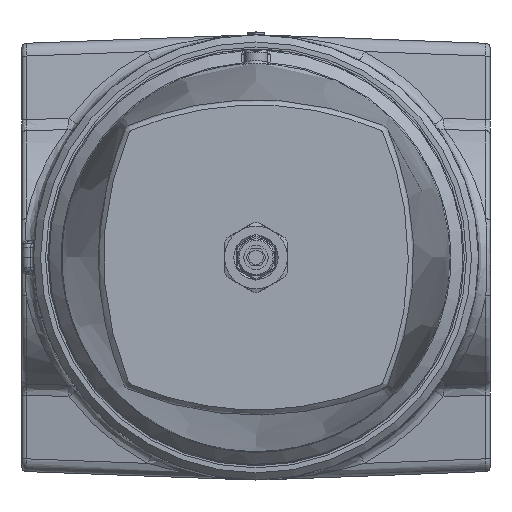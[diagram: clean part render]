
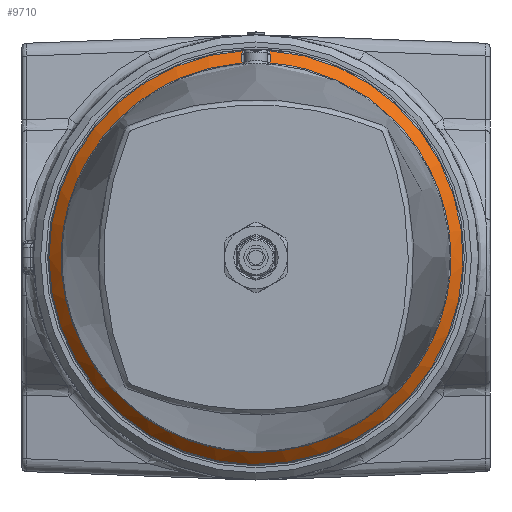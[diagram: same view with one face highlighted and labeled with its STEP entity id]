
A CAD part, front view. The second image highlights one B-rep face of the part: STEP entity #9710.
In plain terms, the highlighted conical face has half-angle 45 degrees and reference radius 68.5 mm.
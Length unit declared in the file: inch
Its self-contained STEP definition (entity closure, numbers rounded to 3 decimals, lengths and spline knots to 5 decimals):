
#994=B_SPLINE_CURVE_WITH_KNOTS('',3,(#14292,#14293,#14294,#14295,#14296,
#14297,#14298,#14299,#14300,#14301,#14302,#14303,#14304,#14305,#14306,#14307,
#14308,#14309,#14310,#14311,#14312,#14313,#14314,#14315,#14316,#14317,#14318,
#14319,#14320,#14321,#14322,#14323,#14324,#14325,#14326,#14327,#14328,#14329,
#14330,#14331,#14332,#14333,#14334,#14335,#14336,#14337),.UNSPECIFIED.,
 .F.,.F.,(4,1,1,2,2,2,1,1,2,1,1,1,2,2,2,1,1,2,1,1,1,2,2,2,1,1,2,1,1,2,4),
(-34.23029,-31.90221,-31.3202,-29.57414,
-29.39248,-29.21045,-26.63536,-25.99159,
-24.06028,-23.41647,-21.48505,-20.84124,
-18.90982,-18.72799,-18.54577,-15.97076,
-15.32701,-13.39575,-12.10806,-10.82038,
-10.17653,-8.245,-8.06293,-7.88049,
-5.29925,-3.36333,-2.71802,-0.14271,
0.50112,2.43261,2.61494),.UNSPECIFIED.);
#1003=B_SPLINE_CURVE_WITH_KNOTS('',3,(#14484,#14485,#14486,#14487,#14488,
#14489,#14490,#14491),.UNSPECIFIED.,.F.,.F.,(4,2,1,1,4),(-40.06829,
-39.88586,-38.01825,-36.15065,-35.21684),
 .UNSPECIFIED.);
#1004=B_SPLINE_CURVE_WITH_KNOTS('',3,(#14495,#14496,#14497,#14498),
 .UNSPECIFIED.,.F.,.F.,(4,4),(-0.18401,0.),.UNSPECIFIED.);
#1005=B_SPLINE_CURVE_WITH_KNOTS('',3,(#14499,#14500,#14501,#14502),
 .UNSPECIFIED.,.F.,.F.,(4,4),(-0.43175,0.),.UNSPECIFIED.);
#1006=B_SPLINE_CURVE_WITH_KNOTS('',3,(#14504,#14505,#14506,#14507),
 .UNSPECIFIED.,.F.,.F.,(4,4),(-0.43175,0.),
 .UNSPECIFIED.);
#1007=B_SPLINE_CURVE_WITH_KNOTS('',3,(#14509,#14510,#14511,#14512),
 .UNSPECIFIED.,.F.,.F.,(4,4),(0.,0.18401),.UNSPECIFIED.);
#1569=CONICAL_SURFACE('',#10427,2.69685,45.);
#1941=FACE_OUTER_BOUND('',#2619,.T.);
#2619=EDGE_LOOP('',(#6291,#6292,#6293,#6294,#6295,#6296,#6297));
#3333=CIRCLE('',#10428,2.85787);
#3855=VERTEX_POINT('',#14285);
#3857=VERTEX_POINT('',#14291);
#3874=VERTEX_POINT('',#14471);
#3875=VERTEX_POINT('',#14493);
#3876=VERTEX_POINT('',#14494);
#3877=VERTEX_POINT('',#14503);
#3878=VERTEX_POINT('',#14508);
#4762=EDGE_CURVE('',#3855,#3857,#994,.T.);
#4783=EDGE_CURVE('',#3857,#3874,#1003,.T.);
#4784=EDGE_CURVE('',#3875,#3876,#1004,.T.);
#4785=EDGE_CURVE('',#3874,#3875,#1005,.T.);
#4786=EDGE_CURVE('',#3877,#3855,#1006,.T.);
#4787=EDGE_CURVE('',#3878,#3877,#1007,.T.);
#4788=EDGE_CURVE('',#3878,#3876,#3333,.T.);
#6291=ORIENTED_EDGE('',*,*,#4784,.F.);
#6292=ORIENTED_EDGE('',*,*,#4785,.F.);
#6293=ORIENTED_EDGE('',*,*,#4783,.F.);
#6294=ORIENTED_EDGE('',*,*,#4762,.F.);
#6295=ORIENTED_EDGE('',*,*,#4786,.F.);
#6296=ORIENTED_EDGE('',*,*,#4787,.F.);
#6297=ORIENTED_EDGE('',*,*,#4788,.T.);
#9710=ADVANCED_FACE('',(#1941),#1569,.T.);
#10427=AXIS2_PLACEMENT_3D('',#14492,#11537,#11538);
#10428=AXIS2_PLACEMENT_3D('',#14513,#11539,#11540);
#11537=DIRECTION('center_axis',(0.,1.,0.));
#11538=DIRECTION('ref_axis',(1.,0.,0.));
#11539=DIRECTION('center_axis',(0.,-1.,0.));
#11540=DIRECTION('ref_axis',(1.,0.,0.));
#14285=CARTESIAN_POINT('',(-0.19483,-0.22412,2.6822));
#14291=CARTESIAN_POINT('',(1.90195,-0.22362,1.90195));
#14292=CARTESIAN_POINT('Ctrl Pts',(-0.19483,-0.22412,
2.6822));
#14293=CARTESIAN_POINT('Ctrl Pts',(-0.50004,-0.22411,
2.66004));
#14294=CARTESIAN_POINT('Ctrl Pts',(-0.88218,-0.22404,
2.56513));
#14295=CARTESIAN_POINT('Ctrl Pts',(-1.43016,-0.22382,
2.29413));
#14296=CARTESIAN_POINT('Ctrl Pts',(-1.6836,-0.2237,
2.1108));
#14297=CARTESIAN_POINT('Ctrl Pts',(-1.86785,-0.22362,
1.93559));
#14298=CARTESIAN_POINT('Ctrl Pts',(-1.88504,-0.22362,
1.91889));
#14299=CARTESIAN_POINT('Ctrl Pts',(-1.91891,-0.22362,
1.88502));
#14300=CARTESIAN_POINT('Ctrl Pts',(-1.93561,-0.22362,
1.86781));
#14301=CARTESIAN_POINT('Ctrl Pts',(-2.18503,-0.22373,
1.6057));
#14302=CARTESIAN_POINT('Ctrl Pts',(-2.41959,-0.22392,1.23721));
#14303=CARTESIAN_POINT('Ctrl Pts',(-2.63972,-0.2241,
0.59737));
#14304=CARTESIAN_POINT('Ctrl Pts',(-2.68977,-0.22412,
0.25415));
#14305=CARTESIAN_POINT('Ctrl Pts',(-2.68911,-0.22412,
-0.08468));
#14306=CARTESIAN_POINT('Ctrl Pts',(-2.67393,-0.22412,
-0.4227));
#14307=CARTESIAN_POINT('Ctrl Pts',(-2.57184,-0.22404,
-0.84385));
#14308=CARTESIAN_POINT('Ctrl Pts',(-2.32699,-0.22384,
-1.38262));
#14309=CARTESIAN_POINT('Ctrl Pts',(-2.12755,-0.2237,
-1.66578));
#14310=CARTESIAN_POINT('Ctrl Pts',(-1.93558,-0.22362,
-1.86786));
#14311=CARTESIAN_POINT('Ctrl Pts',(-1.91889,-0.22362,
-1.88504));
#14312=CARTESIAN_POINT('Ctrl Pts',(-1.88501,-0.22362,
-1.91892));
#14313=CARTESIAN_POINT('Ctrl Pts',(-1.86783,-0.22362,
-1.93559));
#14314=CARTESIAN_POINT('Ctrl Pts',(-1.60538,-0.22373,
-2.18523));
#14315=CARTESIAN_POINT('Ctrl Pts',(-1.23712,-0.22392,
-2.41963));
#14316=CARTESIAN_POINT('Ctrl Pts',(-0.59737,-0.2241,
-2.63973));
#14317=CARTESIAN_POINT('Ctrl Pts',(-0.2536,-0.22412,
-2.68971));
#14318=CARTESIAN_POINT('Ctrl Pts',(0.16891,-0.22412,
-2.68914));
#14319=CARTESIAN_POINT('Ctrl Pts',(0.50911,-0.22411,
-2.65745));
#14320=CARTESIAN_POINT('Ctrl Pts',(0.92083,-0.22401,
-2.53668));
#14321=CARTESIAN_POINT('Ctrl Pts',(1.38272,-0.22384,
-2.3271));
#14322=CARTESIAN_POINT('Ctrl Pts',(1.66616,-0.2237,
-2.12715));
#14323=CARTESIAN_POINT('Ctrl Pts',(1.86786,-0.22362,
-1.93557));
#14324=CARTESIAN_POINT('Ctrl Pts',(1.88505,-0.22362,
-1.91888));
#14325=CARTESIAN_POINT('Ctrl Pts',(1.91892,-0.22362,
-1.88499));
#14326=CARTESIAN_POINT('Ctrl Pts',(1.93559,-0.22362,
-1.86788));
#14327=CARTESIAN_POINT('Ctrl Pts',(2.18582,-0.22373,
-1.60346));
#14328=CARTESIAN_POINT('Ctrl Pts',(2.51037,-0.22399,
-1.09691));
#14329=CARTESIAN_POINT('Ctrl Pts',(2.67329,-0.22412,
-0.42623));
#14330=CARTESIAN_POINT('Ctrl Pts',(2.6892,-0.22412,
-0.08459));
#14331=CARTESIAN_POINT('Ctrl Pts',(2.68993,-0.22413,
0.33804));
#14332=CARTESIAN_POINT('Ctrl Pts',(2.607,-0.22407,
0.76692));
#14333=CARTESIAN_POINT('Ctrl Pts',(2.3268,-0.22384,
1.38276));
#14334=CARTESIAN_POINT('Ctrl Pts',(2.127,-0.2237,1.66665));
#14335=CARTESIAN_POINT('Ctrl Pts',(1.93557,-0.22362,
1.86784));
#14336=CARTESIAN_POINT('Ctrl Pts',(1.91887,-0.22362,
1.88504));
#14337=CARTESIAN_POINT('Ctrl Pts',(1.90195,-0.22362,
1.90195));
#14471=CARTESIAN_POINT('',(0.19483,-0.22412,2.6822));
#14484=CARTESIAN_POINT('Ctrl Pts',(1.90195,-0.22362,
1.90195));
#14485=CARTESIAN_POINT('Ctrl Pts',(1.88503,-0.22362,
1.91888));
#14486=CARTESIAN_POINT('Ctrl Pts',(1.86786,-0.22362,
1.93559));
#14487=CARTESIAN_POINT('Ctrl Pts',(1.67229,-0.2237,
2.12094));
#14488=CARTESIAN_POINT('Ctrl Pts',(1.2686,-0.2239,
2.40966));
#14489=CARTESIAN_POINT('Ctrl Pts',(0.68703,-0.22408,
2.6206));
#14490=CARTESIAN_POINT('Ctrl Pts',(0.31806,-0.22411,
2.67326));
#14491=CARTESIAN_POINT('Ctrl Pts',(0.19483,-0.22412,
2.6822));
#14492=CARTESIAN_POINT('Origin',(0.,-0.21654,0.));
#14493=CARTESIAN_POINT('',(0.19492,-0.10407,2.80254));
#14494=CARTESIAN_POINT('',(0.17735,-0.05551,2.85236));
#14495=CARTESIAN_POINT('Ctrl Pts',(0.19492,-0.10407,
2.80254));
#14496=CARTESIAN_POINT('Ctrl Pts',(0.19493,-0.08702,
2.81964));
#14497=CARTESIAN_POINT('Ctrl Pts',(0.18954,-0.0698,
2.8373));
#14498=CARTESIAN_POINT('Ctrl Pts',(0.17735,-0.05551,
2.85236));
#14499=CARTESIAN_POINT('Ctrl Pts',(0.19483,-0.22412,
2.6822));
#14500=CARTESIAN_POINT('Ctrl Pts',(0.19486,-0.1841,
2.72232));
#14501=CARTESIAN_POINT('Ctrl Pts',(0.19489,-0.14409,
2.76243));
#14502=CARTESIAN_POINT('Ctrl Pts',(0.19492,-0.10407,
2.80254));
#14503=CARTESIAN_POINT('',(-0.19492,-0.10407,2.80254));
#14504=CARTESIAN_POINT('Ctrl Pts',(-0.19492,-0.10407,
2.80254));
#14505=CARTESIAN_POINT('Ctrl Pts',(-0.19489,-0.14409,
2.76243));
#14506=CARTESIAN_POINT('Ctrl Pts',(-0.19486,-0.1841,
2.72232));
#14507=CARTESIAN_POINT('Ctrl Pts',(-0.19483,-0.22412,
2.6822));
#14508=CARTESIAN_POINT('',(-0.17735,-0.05551,2.85236));
#14509=CARTESIAN_POINT('Ctrl Pts',(-0.17735,-0.05551,
2.85236));
#14510=CARTESIAN_POINT('Ctrl Pts',(-0.18954,-0.0698,
2.8373));
#14511=CARTESIAN_POINT('Ctrl Pts',(-0.19493,-0.08702,
2.81964));
#14512=CARTESIAN_POINT('Ctrl Pts',(-0.19492,-0.10407,
2.80254));
#14513=CARTESIAN_POINT('Origin',(0.,-0.05551,0.));
